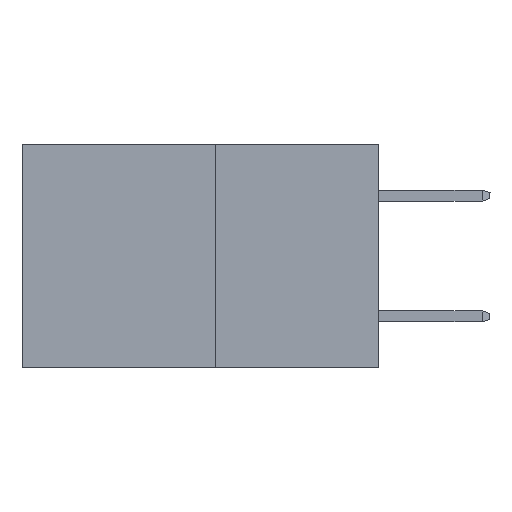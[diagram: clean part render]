
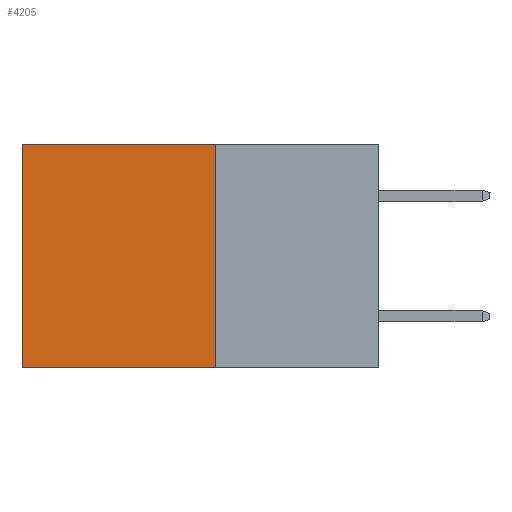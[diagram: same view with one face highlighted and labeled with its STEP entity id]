
A CAD part, left-side view. The second image highlights one B-rep face of the part: STEP entity #4205.
In plain terms, the highlighted planar face has unit normal (-1, 0, 0).
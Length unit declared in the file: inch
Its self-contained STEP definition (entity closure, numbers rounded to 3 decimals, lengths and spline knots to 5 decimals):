
#59 = EDGE_CURVE ( 'NONE', #3164, #7155, #2984, .T. ) ;
#350 = EDGE_CURVE ( 'NONE', #6608, #7155, #10923, .T. ) ;
#981 = EDGE_CURVE ( 'NONE', #8983, #3164, #4360, .T. ) ;
#1166 = ORIENTED_EDGE ( 'NONE', *, *, #350, .T. ) ;
#1365 = CARTESIAN_POINT ( 'NONE',  ( 0.277, 0.27, -0.37 ) ) ;
#1788 = CARTESIAN_POINT ( 'NONE',  ( 0.277, 0.59, -0.37 ) ) ;
#1869 = ORIENTED_EDGE ( 'NONE', *, *, #981, .F. ) ;
#2085 = AXIS2_PLACEMENT_3D ( 'NONE', #8069, #4919, #10406 ) ;
#2128 = CARTESIAN_POINT ( 'NONE',  ( 0.277, 0.59, 0. ) ) ;
#2984 = LINE ( 'NONE', #8726, #6853 ) ;
#3164 = VERTEX_POINT ( 'NONE', #7933 ) ;
#4052 = VECTOR ( 'NONE', #7403, 39.37008 ) ;
#4097 = VECTOR ( 'NONE', #9087, 39.37008 ) ;
#4205 = ADVANCED_FACE ( 'NONE', ( #6998 ), #9630, .F. ) ;
#4308 = DIRECTION ( 'NONE',  ( 0., 1., 0. ) ) ;
#4360 = LINE ( 'NONE', #1365, #4097 ) ;
#4626 = EDGE_LOOP ( 'NONE', ( #1166, #8326, #1869, #10600 ) ) ;
#4919 = DIRECTION ( 'NONE',  ( 1., 0., 0. ) ) ;
#5815 = CARTESIAN_POINT ( 'NONE',  ( 0.277, 0.27, 0. ) ) ;
#6608 = VERTEX_POINT ( 'NONE', #2128 ) ;
#6853 = VECTOR ( 'NONE', #4308, 39.37008 ) ;
#6998 = FACE_OUTER_BOUND ( 'NONE', #4626, .T. ) ;
#7155 = VERTEX_POINT ( 'NONE', #1788 ) ;
#7262 = DIRECTION ( 'NONE',  ( 0., 0., -1. ) ) ;
#7314 = CARTESIAN_POINT ( 'NONE',  ( 0.277, 0.59, -0.37 ) ) ;
#7403 = DIRECTION ( 'NONE',  ( 0., 1., 0. ) ) ;
#7789 = EDGE_CURVE ( 'NONE', #8983, #6608, #8322, .T. ) ;
#7933 = CARTESIAN_POINT ( 'NONE',  ( 0.277, 0.27, -0.37 ) ) ;
#8069 = CARTESIAN_POINT ( 'NONE',  ( 0.277, 0.27, -0.37 ) ) ;
#8322 = LINE ( 'NONE', #5815, #4052 ) ;
#8326 = ORIENTED_EDGE ( 'NONE', *, *, #59, .F. ) ;
#8726 = CARTESIAN_POINT ( 'NONE',  ( 0.277, 0.27, -0.37 ) ) ;
#8983 = VERTEX_POINT ( 'NONE', #10519 ) ;
#9087 = DIRECTION ( 'NONE',  ( 0., 0., -1. ) ) ;
#9630 = PLANE ( 'NONE',  #2085 ) ;
#10406 = DIRECTION ( 'NONE',  ( 0., 0., -1. ) ) ;
#10519 = CARTESIAN_POINT ( 'NONE',  ( 0.277, 0.27, 0. ) ) ;
#10600 = ORIENTED_EDGE ( 'NONE', *, *, #7789, .T. ) ;
#10710 = VECTOR ( 'NONE', #7262, 39.37008 ) ;
#10923 = LINE ( 'NONE', #7314, #10710 ) ;
